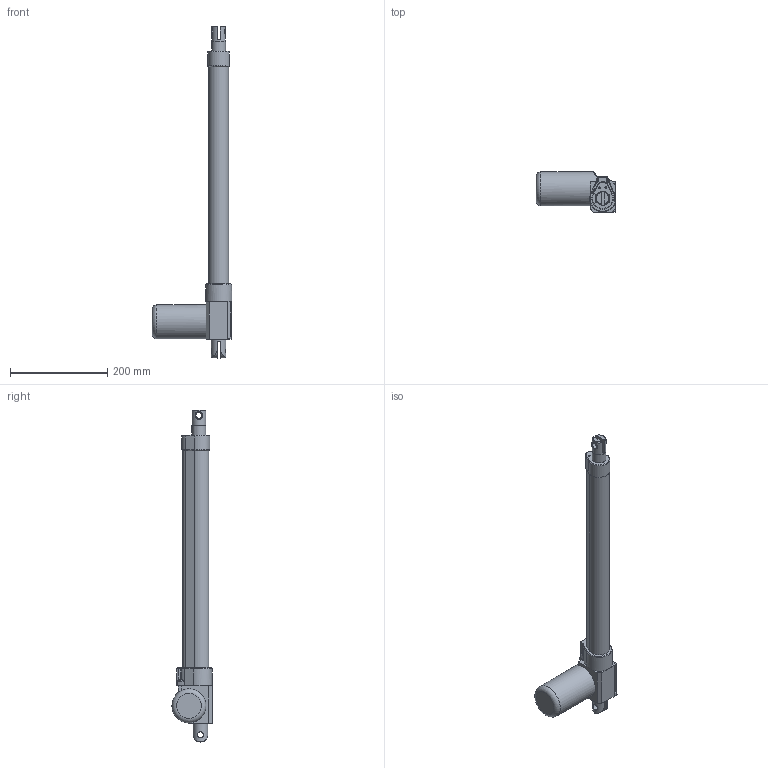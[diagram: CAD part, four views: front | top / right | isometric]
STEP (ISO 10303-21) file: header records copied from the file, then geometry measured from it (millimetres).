
FILE_DESCRIPTION(('FreeCAD Model'),'2;1');
FILE_NAME('FA-HF-100-12-18.step','2016-05-23T09:56:55',('Technical Support'),( 'Firgelli Automations Inc'),'Open CASCADE STEP processor 6.8', 'FreeCAD','Unknown');
FILE_SCHEMA(('AUTOMOTIVE_DESIGN_CC2 { 1 2 10303 214 -1 1 5 4 }'));
Length unit declared in the file: millimetre
Products named in the file (1): FA-HF-100-12-18
Bounding box: 163.51 x 82.55 x 682.23 mm (x, y, z)
Volume: 1623731.4 mm3; surface area: 140487.4 mm2
Topology: 1 solids, 4 shells, 185 faces, 445 edges, 282 vertices
Faces by surface type: plane 85, cylinder 52, bspline 22, torus 14, cone 11, sphere 1
Full cylindrical faces by diameter (mm): 3.251 x2, 5.918 x3, 6 x3, 6.35 x3, 12.7 x4, 15.875 x2, 28.067 x1, 28.575 x1, 30.163 x1, 69.85 x1
Entity records: 21843 total; most frequent: CARTESIAN_POINT 13904, DIRECTION 1191, ORIENTED_EDGE 884, PCURVE 884, DEFINITIONAL_REPRESENTATION 884, LINE 533, VECTOR 533, B_SPLINE_CURVE_WITH_KNOTS 517
